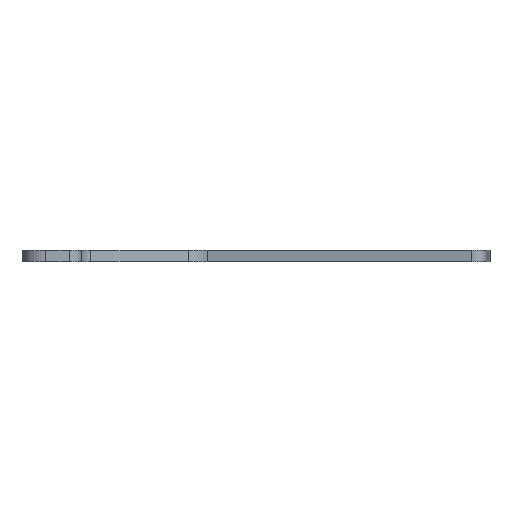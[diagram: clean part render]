
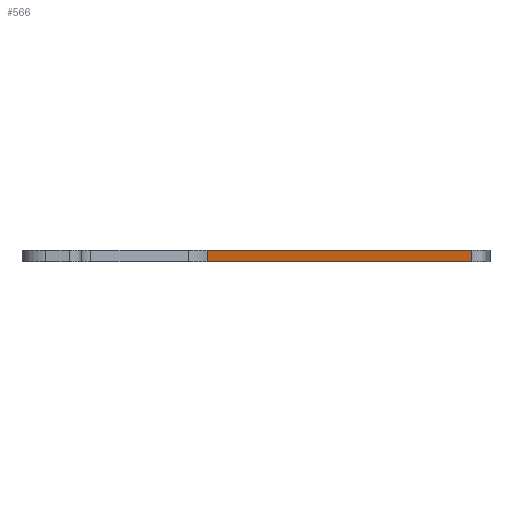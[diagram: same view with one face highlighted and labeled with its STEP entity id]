
A CAD part, left-side view. The second image highlights one B-rep face of the part: STEP entity #566.
In plain terms, the highlighted planar face has unit normal (-0.977, 0.215, 0).
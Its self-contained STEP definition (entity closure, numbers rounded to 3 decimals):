
#38 = VECTOR ( 'NONE', #406, 1000. ) ;
#39 = EDGE_LOOP ( 'NONE', ( #597, #548, #473, #449 ) ) ;
#42 = DIRECTION ( 'NONE',  ( -0.215, -0.977, 0. ) ) ;
#56 = VERTEX_POINT ( 'NONE', #744 ) ;
#78 = CARTESIAN_POINT ( 'NONE',  ( 6.93, -31.34, 0. ) ) ;
#101 = CARTESIAN_POINT ( 'NONE',  ( 7.313, -29.602, 0. ) ) ;
#105 = CARTESIAN_POINT ( 'NONE',  ( -2.941, -76.155, 0. ) ) ;
#165 = LINE ( 'NONE', #514, #38 ) ;
#184 = DIRECTION ( 'NONE',  ( 0., 0., -1. ) ) ;
#215 = PLANE ( 'NONE',  #735 ) ;
#280 = CARTESIAN_POINT ( 'NONE',  ( 7.313, -29.602, 2. ) ) ;
#345 = CARTESIAN_POINT ( 'NONE',  ( 6.93, -31.34, 0. ) ) ;
#394 = LINE ( 'NONE', #101, #451 ) ;
#406 = DIRECTION ( 'NONE',  ( -0.215, -0.977, 0. ) ) ;
#410 = LINE ( 'NONE', #648, #538 ) ;
#441 = EDGE_CURVE ( 'NONE', #723, #555, #753, .T. ) ;
#449 = ORIENTED_EDGE ( 'NONE', *, *, #674, .T. ) ;
#451 = VECTOR ( 'NONE', #42, 1000. ) ;
#456 = DIRECTION ( 'NONE',  ( 0.977, -0.215, 0. ) ) ;
#459 = DIRECTION ( 'NONE',  ( 0., 0., 1. ) ) ;
#473 = ORIENTED_EDGE ( 'NONE', *, *, #700, .T. ) ;
#514 = CARTESIAN_POINT ( 'NONE',  ( 7.313, -29.602, 2. ) ) ;
#538 = VECTOR ( 'NONE', #459, 1000. ) ;
#548 = ORIENTED_EDGE ( 'NONE', *, *, #441, .T. ) ;
#555 = VERTEX_POINT ( 'NONE', #345 ) ;
#566 = ADVANCED_FACE ( 'NONE', ( #708 ), #215, .F. ) ;
#588 = EDGE_CURVE ( 'NONE', #723, #56, #165, .T. ) ;
#597 = ORIENTED_EDGE ( 'NONE', *, *, #588, .F. ) ;
#612 = VERTEX_POINT ( 'NONE', #105 ) ;
#626 = VECTOR ( 'NONE', #184, 1000. ) ;
#648 = CARTESIAN_POINT ( 'NONE',  ( -2.941, -76.155, 2. ) ) ;
#657 = CARTESIAN_POINT ( 'NONE',  ( 6.93, -31.34, 2. ) ) ;
#674 = EDGE_CURVE ( 'NONE', #612, #56, #410, .T. ) ;
#700 = EDGE_CURVE ( 'NONE', #555, #612, #394, .T. ) ;
#708 = FACE_OUTER_BOUND ( 'NONE', #39, .T. ) ;
#711 = DIRECTION ( 'NONE',  ( 0.215, 0.977, 0. ) ) ;
#723 = VERTEX_POINT ( 'NONE', #657 ) ;
#735 = AXIS2_PLACEMENT_3D ( 'NONE', #280, #456, #711 ) ;
#744 = CARTESIAN_POINT ( 'NONE',  ( -2.941, -76.155, 2. ) ) ;
#753 = LINE ( 'NONE', #78, #626 ) ;
